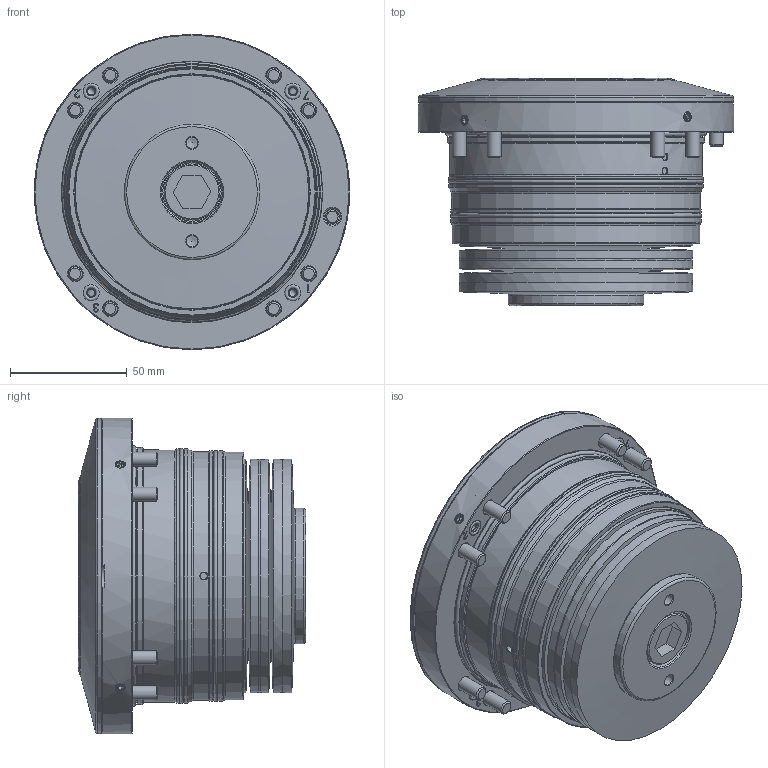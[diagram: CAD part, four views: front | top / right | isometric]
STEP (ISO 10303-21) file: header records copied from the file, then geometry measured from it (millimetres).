
FILE_DESCRIPTION (( 'STEP AP214' ), '1' );
FILE_NAME ('STARK_801 208_C.STEP', '2022-09-06T09:54:37', ( '' ), ( '' ), 'SwSTEP 2.0', 'SolidWorks 2021', '' );
FILE_SCHEMA (( 'AUTOMOTIVE_DESIGN' ));
Length unit declared in the file: millimetre
Products named in the file (1): STARK_801 208_C
Bounding box: 135 x 97.25 x 135 mm (x, y, z)
Volume: 841544.9 mm3; surface area: 104592.3 mm2
Topology: 1 solids, 23 shells, 639 faces, 1389 edges, 901 vertices
Faces by surface type: plane 254, cylinder 201, cone 85, torus 63, bspline 20, sphere 16
Full cylindrical faces by diameter (mm): 1 x1, 2.5 x2, 3 x3, 3.3 x9, 4 x4, 4.8 x16, 5 x2, 6 x9, 6.2 x8, 7 x5, 10 x8, 11 x8, 24 x1, 26 x1, 30.4 x3, 31.09 x1, 35 x1, 52.06 x1, 53.011 x1, 53.526 x1, 58 x1, 85 x1, 85.1 x1, 99.718 x1, 99.723 x1, 100.6 x1, 104.1 x1, 105.845 x1, 106 x1, 106.1 x1
Entity records: 24915 total; most frequent: CARTESIAN_POINT 6904, DIRECTION 2537, ORIENTED_EDGE 2080, AXIS2_PLACEMENT_3D 1072, EDGE_CURVE 1040, EDGE_LOOP 980, FACE_OUTER_BOUND 801, VERTEX_POINT 796
